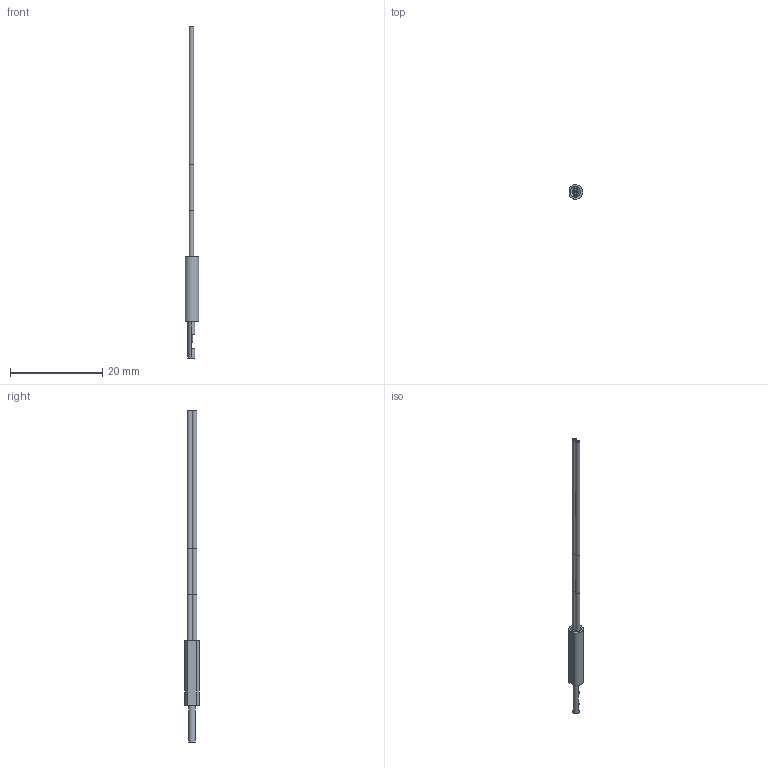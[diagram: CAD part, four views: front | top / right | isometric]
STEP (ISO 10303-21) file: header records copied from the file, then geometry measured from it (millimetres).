
FILE_DESCRIPTION((''),'2;1');
FILE_NAME('193992_ASM','2016-03-22T',('PDMAdmin'),(''),'PRO/ENGINEER BY PARAMETRIC TECHNOLOGY CORPORATION, 2013230','PRO/ENGINEER BY PARAMETRIC TECHNOLOGY CORPORATION, 2013230','');
FILE_SCHEMA(('CONFIG_CONTROL_DESIGN'));
Length unit declared in the file: inch
Products named in the file (6): 34647_77891; 39135; 41382; FIBER_CORE_-5_45_DEG; 77891_ASM; 193992_ASM
Assembly tree (6 placements, depth 3):
  193992_ASM
    77891_ASM
      34647_77891
      39135
      41382
      FIBER_CORE_-5_45_DEG  x2
Bounding box: 2.9 x 3.17 x 71.97 mm (x, y, z)
Volume: 150.7 mm3; surface area: 795.4 mm2
Topology: 5 solids, 7 shells, 60 faces, 124 edges, 72 vertices
Faces by surface type: cylinder 33, plane 15, bspline 8, cone 4
Entity records: 1989 total; most frequent: CARTESIAN_POINT 615, DIRECTION 302, ORIENTED_EDGE 228, AXIS2_PLACEMENT_3D 127, EDGE_CURVE 118, VERTEX_POINT 68, EDGE_LOOP 60, CIRCLE 60
